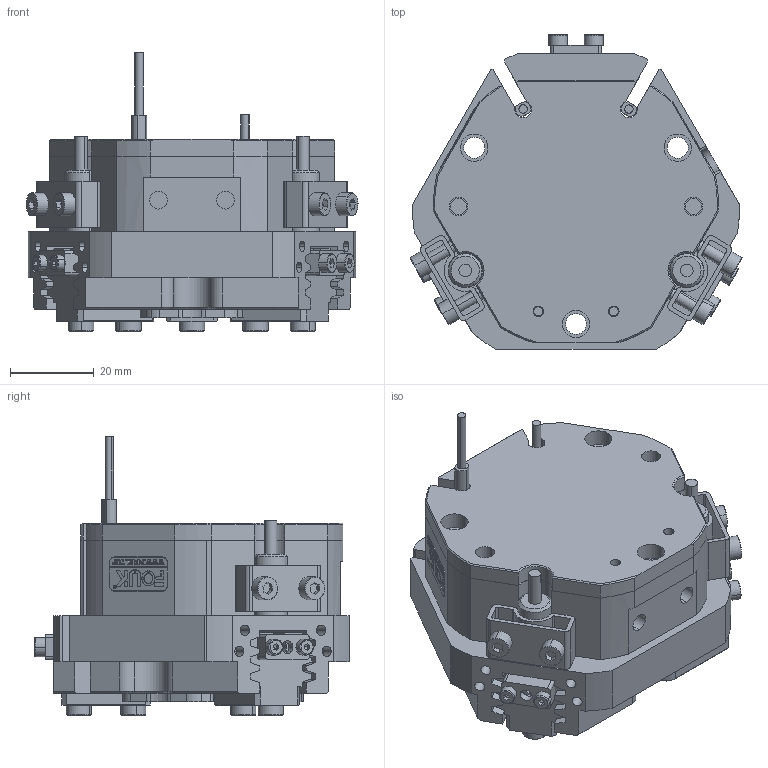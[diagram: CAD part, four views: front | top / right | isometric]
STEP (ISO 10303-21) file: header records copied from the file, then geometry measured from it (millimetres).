
FILE_DESCRIPTION (( 'STEP AP203' ), '1' );
FILE_NAME ('FZ42-78.STEP', '2025-03-28T01:00:18', ( 'USER-' ), ( 'Microsoft' ), 'SwSTEP 2.0', 'SolidWorks 2018', '' );
FILE_SCHEMA (( 'CONFIG_CONTROL_DESIGN' ));
Length unit declared in the file: millimetre
Products named in the file (18): 棠羲換覜ん; 揤輸杅耀.sldasm-Part-9; ﾏ擎ﾗ6｡ﾁ4｡ﾁ5; 内六角圆柱头螺钉[GBT70_1-2008][M3×10]; 8x18諉輪羲壽; TZT42-78-M-02 喘倛賑輸; 内六角圆柱头螺钉[GBT70_1-2008][M2.5×8]; 揤輸蚾饜极-1; 揤輸蚾饜极; 16x8-R1.5; TZT42-78-M-01 褲极; FZ42-78; 埴翐芛_GB_FASTENER_SCREWS_HSHCS M2X8-N; 20241021-M3 換覜ん揤輸蛌; TZT42-78-M-05 菁裔啣; 苤覜聆假蚾璃; 揤輸蚾饜极-2; TZT42-78-M-06 笢猾啣
Assembly tree (35 placements, depth 3):
  FZ42-78
    揤輸蚾饜极
      揤輸杅耀.sldasm-Part-9
      埴翐芛_GB_FASTENER_SCREWS_HSHCS M2X8-N  x2
    揤輸蚾饜极-1
      内六角圆柱头螺钉[GBT70_1-2008][M2.5×8]  x2
      苤覜聆假蚾璃
    揤輸蚾饜极-2
      内六角圆柱头螺钉[GBT70_1-2008][M2.5×8]  x2
      苤覜聆假蚾璃
    TZT42-78-M-01 褲极
    TZT42-78-M-02 喘倛賑輸  x3
    TZT42-78-M-05 菁裔啣
    TZT42-78-M-06 笢猾啣
    8x18諉輪羲壽  x2
    20241021-M3 換覜ん揤輸蛌  x2
    16x8-R1.5
    棠羲換覜ん  x2
    内六角圆柱头螺钉[GBT70_1-2008][M3×10]  x4
    ﾏ擎ﾗ6｡ﾁ4｡ﾁ5  x6
Bounding box: 79.15 x 74.99 x 66.51 mm (x, y, z)
Volume: 137917.2 mm3; surface area: 55821.8 mm2
Topology: 32 solids, 37 shells, 1706 faces, 4408 edges, 2806 vertices
Faces by surface type: plane 808, cylinder 490, cone 217, bspline 155, torus 36
Entity records: 45487 total; most frequent: CARTESIAN_POINT 13099, ORIENTED_EDGE 6404, DIRECTION 5901, EDGE_CURVE 3202, VERTEX_POINT 2087, VECTOR 2043, LINE 2043, AXIS2_PLACEMENT_3D 1929
